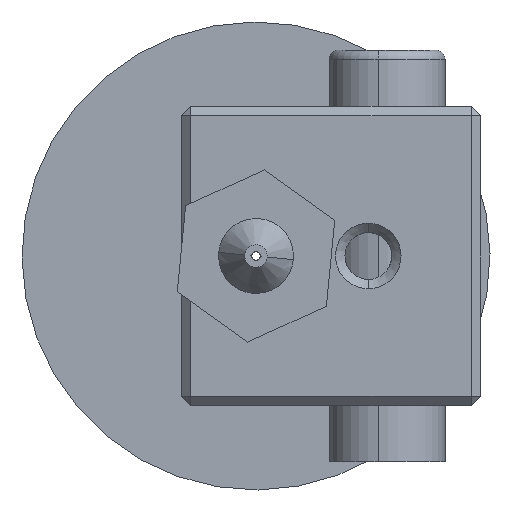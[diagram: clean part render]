
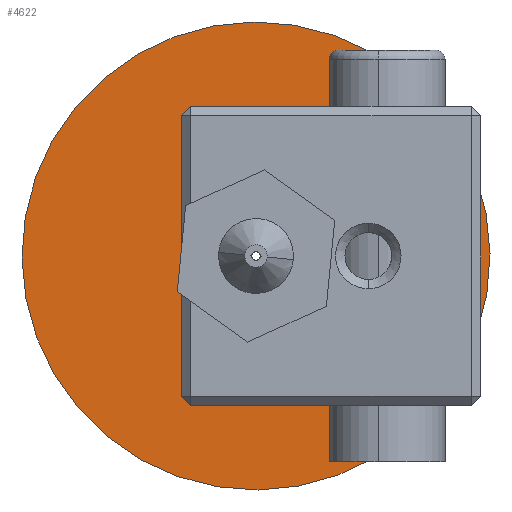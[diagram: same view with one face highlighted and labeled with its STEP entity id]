
A CAD part, front view. The second image highlights one B-rep face of the part: STEP entity #4622.
In plain terms, the highlighted planar face has unit normal (0, -1, 0).
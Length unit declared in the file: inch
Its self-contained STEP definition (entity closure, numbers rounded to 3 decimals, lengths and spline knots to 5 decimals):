
#346 = VERTEX_POINT ( 'NONE', #4586 ) ;
#454 = EDGE_CURVE ( 'NONE', #3863, #346, #3486, .T. ) ;
#549 = AXIS2_PLACEMENT_3D ( 'NONE', #554, #3375, #968 ) ;
#554 = CARTESIAN_POINT ( 'NONE',  ( 0., -0.98622, 0. ) ) ;
#633 = CARTESIAN_POINT ( 'NONE',  ( 0., -0.98622, 0. ) ) ;
#816 = CARTESIAN_POINT ( 'NONE',  ( 0., -0.98622, -0.49213 ) ) ;
#874 = PLANE ( 'NONE',  #1213 ) ;
#968 = DIRECTION ( 'NONE',  ( 0., 0., -1. ) ) ;
#1051 = DIRECTION ( 'NONE',  ( 0., 0., -1. ) ) ;
#1213 = AXIS2_PLACEMENT_3D ( 'NONE', #3679, #2089, #4874 ) ;
#1660 = ORIENTED_EDGE ( 'NONE', *, *, #2596, .T. ) ;
#1762 = AXIS2_PLACEMENT_3D ( 'NONE', #5108, #2551, #4684 ) ;
#1898 = ORIENTED_EDGE ( 'NONE', *, *, #454, .F. ) ;
#1930 = VERTEX_POINT ( 'NONE', #816 ) ;
#1960 = CIRCLE ( 'NONE', #549, 0.49213 ) ;
#2089 = DIRECTION ( 'NONE',  ( 0., -1., 0. ) ) ;
#2145 = FACE_BOUND ( 'NONE', #3547, .T. ) ;
#2152 = CIRCLE ( 'NONE', #2660, 0.11811 ) ;
#2153 = CARTESIAN_POINT ( 'NONE',  ( 0., -0.98622, 0. ) ) ;
#2266 = EDGE_CURVE ( 'NONE', #346, #3863, #2152, .T. ) ;
#2551 = DIRECTION ( 'NONE',  ( 0., -1., 0. ) ) ;
#2565 = DIRECTION ( 'NONE',  ( 0., 0., -1. ) ) ;
#2596 = EDGE_CURVE ( 'NONE', #3890, #1930, #1960, .T. ) ;
#2648 = ORIENTED_EDGE ( 'NONE', *, *, #4057, .T. ) ;
#2660 = AXIS2_PLACEMENT_3D ( 'NONE', #633, #3453, #1051 ) ;
#2806 = CARTESIAN_POINT ( 'NONE',  ( 0., -0.98622, -0.11811 ) ) ;
#3103 = FACE_OUTER_BOUND ( 'NONE', #3233, .T. ) ;
#3142 = AXIS2_PLACEMENT_3D ( 'NONE', #2153, #4948, #2565 ) ;
#3197 = CIRCLE ( 'NONE', #3142, 0.49213 ) ;
#3224 = ORIENTED_EDGE ( 'NONE', *, *, #2266, .F. ) ;
#3233 = EDGE_LOOP ( 'NONE', ( #2648, #1660 ) ) ;
#3375 = DIRECTION ( 'NONE',  ( 0., -1., 0. ) ) ;
#3453 = DIRECTION ( 'NONE',  ( 0., -1., 0. ) ) ;
#3486 = CIRCLE ( 'NONE', #1762, 0.11811 ) ;
#3547 = EDGE_LOOP ( 'NONE', ( #1898, #3224 ) ) ;
#3679 = CARTESIAN_POINT ( 'NONE',  ( 0.11811, -0.98622, 0. ) ) ;
#3863 = VERTEX_POINT ( 'NONE', #2806 ) ;
#3890 = VERTEX_POINT ( 'NONE', #4013 ) ;
#4013 = CARTESIAN_POINT ( 'NONE',  ( 0., -0.98622, 0.49213 ) ) ;
#4057 = EDGE_CURVE ( 'NONE', #1930, #3890, #3197, .T. ) ;
#4586 = CARTESIAN_POINT ( 'NONE',  ( 0., -0.98622, 0.11811 ) ) ;
#4622 = ADVANCED_FACE ( 'NONE', ( #3103, #2145 ), #874, .T. ) ;
#4684 = DIRECTION ( 'NONE',  ( 0., 0., -1. ) ) ;
#4874 = DIRECTION ( 'NONE',  ( 0., 0., -1. ) ) ;
#4948 = DIRECTION ( 'NONE',  ( 0., -1., 0. ) ) ;
#5108 = CARTESIAN_POINT ( 'NONE',  ( 0., -0.98622, 0. ) ) ;
